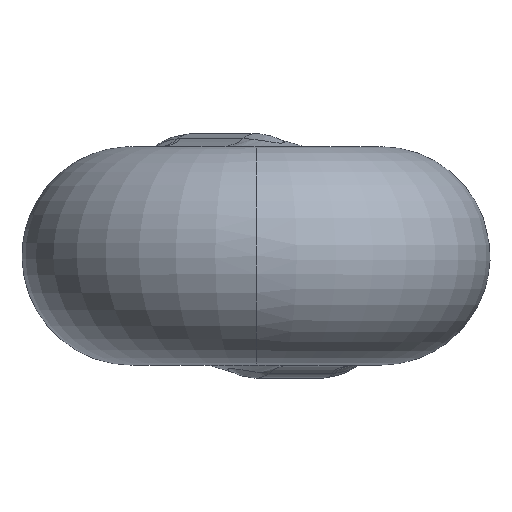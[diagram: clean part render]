
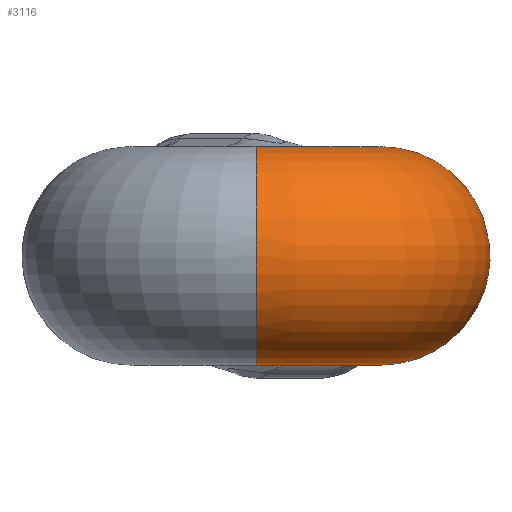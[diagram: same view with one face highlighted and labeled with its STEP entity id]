
A CAD part, top view. The second image highlights one B-rep face of the part: STEP entity #3116.
In plain terms, the highlighted toroidal (fillet/blend) face has major radius 2.4 mm and minor radius 2.1 mm.
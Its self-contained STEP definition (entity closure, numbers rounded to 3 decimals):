
#182 = DIRECTION ( 'NONE',  ( 0., 0., 1. ) ) ;
#322 = CARTESIAN_POINT ( 'NONE',  ( 2.32, -1.904, 3.151 ) ) ;
#383 = VERTEX_POINT ( 'NONE', #13953 ) ;
#733 = CARTESIAN_POINT ( 'NONE',  ( 1.116, -0.209, 1.15 ) ) ;
#864 = B_SPLINE_CURVE_WITH_KNOTS ( 'NONE', 3,
 ( #15504, #3123, #3290, #5659 ),
 .UNSPECIFIED., .F., .F.,
 ( 4, 4 ),
 ( 0., 0. ),
 .UNSPECIFIED. ) ;
#1009 = DIRECTION ( 'NONE',  ( 0., 1., 0. ) ) ;
#1106 = DIRECTION ( 'NONE',  ( 0., 0., 1. ) ) ;
#1135 = CARTESIAN_POINT ( 'NONE',  ( 0.578, -2.099, 3.111 ) ) ;
#1506 = EDGE_CURVE ( 'NONE', #10935, #383, #14831, .T. ) ;
#1709 = CARTESIAN_POINT ( 'NONE',  ( 2.227, -1.973, 3.287 ) ) ;
#1793 = EDGE_CURVE ( 'NONE', #14663, #10987, #3523, .T. ) ;
#1854 = CARTESIAN_POINT ( 'NONE',  ( 2.965, -0.787, 2.311 ) ) ;
#2040 = ORIENTED_EDGE ( 'NONE', *, *, #7901, .T. ) ;
#2100 = CARTESIAN_POINT ( 'NONE',  ( 1.007, -1.72, 2.025 ) ) ;
#2197 = CIRCLE ( 'NONE', #11316, 2.4 ) ;
#2753 = AXIS2_PLACEMENT_3D ( 'NONE', #9272, #14054, #10314 ) ;
#2819 = VERTEX_POINT ( 'NONE', #9151 ) ;
#3064 = DIRECTION ( 'NONE',  ( 0., 0., 1. ) ) ;
#3095 = CARTESIAN_POINT ( 'NONE',  ( 2.774, -1.38, 2.628 ) ) ;
#3116 = ADVANCED_FACE ( 'NONE', ( #14559 ), #11922, .T. ) ;
#3123 = CARTESIAN_POINT ( 'NONE',  ( 1.859, -2.1, 3.937 ) ) ;
#3174 = CARTESIAN_POINT ( 'NONE',  ( 0.968, -1.898, 2.328 ) ) ;
#3247 = CARTESIAN_POINT ( 'NONE',  ( 0.54, -2.1, 3.162 ) ) ;
#3290 = CARTESIAN_POINT ( 'NONE',  ( 1.873, -2.099, 3.909 ) ) ;
#3340 = ORIENTED_EDGE ( 'NONE', *, *, #1506, .F. ) ;
#3523 = B_SPLINE_CURVE_WITH_KNOTS ( 'NONE', 3,
 ( #15961, #1135, #7285, #6298 ),
 .UNSPECIFIED., .F., .F.,
 ( 4, 4 ),
 ( 0., 0. ),
 .UNSPECIFIED. ) ;
#3699 = EDGE_CURVE ( 'NONE', #3787, #2819, #9502, .T. ) ;
#3787 = VERTEX_POINT ( 'NONE', #3991 ) ;
#3991 = CARTESIAN_POINT ( 'NONE',  ( 0., -2.1, 3.1 ) ) ;
#4093 = EDGE_CURVE ( 'NONE', #10935, #13051, #2197, .T. ) ;
#4250 = ORIENTED_EDGE ( 'NONE', *, *, #3699, .T. ) ;
#4486 = CARTESIAN_POINT ( 'NONE',  ( 1.01, -0.452, 1.163 ) ) ;
#4573 = CARTESIAN_POINT ( 'NONE',  ( 0.693, -2.091, 2.938 ) ) ;
#4796 = AXIS2_PLACEMENT_3D ( 'NONE', #9063, #8981, #15134 ) ;
#5022 = EDGE_CURVE ( 'NONE', #383, #2819, #9278, .T. ) ;
#5135 = EDGE_CURVE ( 'NONE', #10987, #3787, #11858, .T. ) ;
#5374 = DIRECTION ( 'NONE',  ( 0., 1., 0. ) ) ;
#5527 = CARTESIAN_POINT ( 'NONE',  ( 0., -2.1, 5.5 ) ) ;
#5544 = CARTESIAN_POINT ( 'NONE',  ( 0., -2.1, 7.9 ) ) ;
#5659 = CARTESIAN_POINT ( 'NONE',  ( 1.889, -2.098, 3.882 ) ) ;
#5684 = CARTESIAN_POINT ( 'NONE',  ( 1.889, -2.098, 3.882 ) ) ;
#5716 = CARTESIAN_POINT ( 'NONE',  ( 1.281, -0.006, 1.185 ) ) ;
#5793 = CARTESIAN_POINT ( 'NONE',  ( 2.342, 0.208, 1.665 ) ) ;
#5829 = ORIENTED_EDGE ( 'NONE', *, *, #6861, .T. ) ;
#5833 = CARTESIAN_POINT ( 'NONE',  ( 0., -2.1, 5.5 ) ) ;
#5947 = AXIS2_PLACEMENT_3D ( 'NONE', #7330, #12280, #1106 ) ;
#6298 = CARTESIAN_POINT ( 'NONE',  ( 0.54, -2.1, 3.162 ) ) ;
#6752 = B_SPLINE_CURVE_WITH_KNOTS ( 'NONE', 3,
 ( #8992, #7931, #12878, #1709, #322, #9317, #13942, #3095, #8094, #13038, #1854, #11418, #15564, #7189, #6862, #10697, #8406, #5793, #8164, #10864, #15875, #15635, #13279, #5716, #10770, #733, #15714, #4486, #9470, #13440, #11895, #7106, #11809, #8483, #2100, #3174, #10940, #14410, #4573, #9707 ),
 .UNSPECIFIED., .F., .F.,
 ( 4, 2, 2, 2, 2, 2, 2, 2, 2, 2, 2, 2, 2, 2, 2, 2, 2, 2, 2, 4 ),
 ( 0., 0.001, 0.001, 0.002, 0.002, 0.003, 0.003, 0.003, 0.004, 0.004, 0.005, 0.005, 0.005, 0.005, 0.006, 0.006, 0.007, 0.007, 0.008, 0.008 ),
 .UNSPECIFIED. ) ;
#6861 = EDGE_CURVE ( 'NONE', #11390, #14663, #6752, .T. ) ;
#6862 = CARTESIAN_POINT ( 'NONE',  ( 2.719, -0.061, 1.914 ) ) ;
#7106 = CARTESIAN_POINT ( 'NONE',  ( 0.97, -1.243, 1.515 ) ) ;
#7189 = CARTESIAN_POINT ( 'NONE',  ( 2.768, -0.12, 1.954 ) ) ;
#7285 = CARTESIAN_POINT ( 'NONE',  ( 0.56, -2.1, 3.137 ) ) ;
#7330 = CARTESIAN_POINT ( 'NONE',  ( 0., 0., 5.5 ) ) ;
#7901 = EDGE_CURVE ( 'NONE', #13051, #11390, #864, .T. ) ;
#7931 = CARTESIAN_POINT ( 'NONE',  ( 1.977, -2.091, 3.729 ) ) ;
#8094 = CARTESIAN_POINT ( 'NONE',  ( 2.846, -1.243, 2.547 ) ) ;
#8164 = CARTESIAN_POINT ( 'NONE',  ( 2.189, 0.252, 1.582 ) ) ;
#8309 = ORIENTED_EDGE ( 'NONE', *, *, #1793, .T. ) ;
#8325 = CARTESIAN_POINT ( 'NONE',  ( 1.845, -2.1, 3.966 ) ) ;
#8406 = CARTESIAN_POINT ( 'NONE',  ( 2.544, 0.093, 1.789 ) ) ;
#8483 = CARTESIAN_POINT ( 'NONE',  ( 1.005, -1.616, 1.885 ) ) ;
#8981 = DIRECTION ( 'NONE',  ( 1., 0., 0. ) ) ;
#8992 = CARTESIAN_POINT ( 'NONE',  ( 1.889, -2.098, 3.882 ) ) ;
#9050 = ORIENTED_EDGE ( 'NONE', *, *, #4093, .T. ) ;
#9063 = CARTESIAN_POINT ( 'NONE',  ( 0., 0., 3.1 ) ) ;
#9151 = CARTESIAN_POINT ( 'NONE',  ( 0., 2.1, 3.1 ) ) ;
#9272 = CARTESIAN_POINT ( 'NONE',  ( 0., 2.1, 5.5 ) ) ;
#9278 = CIRCLE ( 'NONE', #2753, 2.4 ) ;
#9317 = CARTESIAN_POINT ( 'NONE',  ( 2.509, -1.731, 2.916 ) ) ;
#9470 = CARTESIAN_POINT ( 'NONE',  ( 0.989, -0.538, 1.18 ) ) ;
#9502 = CIRCLE ( 'NONE', #4796, 2.1 ) ;
#9707 = CARTESIAN_POINT ( 'NONE',  ( 0.595, -2.098, 3.085 ) ) ;
#10217 = EDGE_LOOP ( 'NONE', ( #13505, #4250, #10446, #3340, #9050, #2040, #5829, #8309 ) ) ;
#10314 = DIRECTION ( 'NONE',  ( 0., 0., 1. ) ) ;
#10446 = ORIENTED_EDGE ( 'NONE', *, *, #5022, .F. ) ;
#10697 = CARTESIAN_POINT ( 'NONE',  ( 2.607, 0.046, 1.831 ) ) ;
#10770 = CARTESIAN_POINT ( 'NONE',  ( 1.219, -0.069, 1.168 ) ) ;
#10864 = CARTESIAN_POINT ( 'NONE',  ( 1.876, 0.268, 1.425 ) ) ;
#10935 = VERTEX_POINT ( 'NONE', #5544 ) ;
#10940 = CARTESIAN_POINT ( 'NONE',  ( 0.926, -1.967, 2.482 ) ) ;
#10987 = VERTEX_POINT ( 'NONE', #3247 ) ;
#11316 = AXIS2_PLACEMENT_3D ( 'NONE', #5527, #5374, #3064 ) ;
#11348 = CARTESIAN_POINT ( 'NONE',  ( 0., 0., 7.9 ) ) ;
#11390 = VERTEX_POINT ( 'NONE', #5684 ) ;
#11418 = CARTESIAN_POINT ( 'NONE',  ( 2.94, -0.472, 2.155 ) ) ;
#11774 = CARTESIAN_POINT ( 'NONE',  ( 0.595, -2.098, 3.085 ) ) ;
#11809 = CARTESIAN_POINT ( 'NONE',  ( 0.986, -1.377, 1.629 ) ) ;
#11858 = CIRCLE ( 'NONE', #13161, 2.4 ) ;
#11895 = CARTESIAN_POINT ( 'NONE',  ( 0.952, -0.95, 1.326 ) ) ;
#11922 = TOROIDAL_SURFACE ( 'NONE', #5947, 2.4, 2.1 ) ;
#12280 = DIRECTION ( 'NONE',  ( 0., 1., 0. ) ) ;
#12878 = CARTESIAN_POINT ( 'NONE',  ( 2.056, -2.065, 3.576 ) ) ;
#13038 = CARTESIAN_POINT ( 'NONE',  ( 2.942, -0.945, 2.387 ) ) ;
#13051 = VERTEX_POINT ( 'NONE', #8325 ) ;
#13161 = AXIS2_PLACEMENT_3D ( 'NONE', #5833, #1009, #14456 ) ;
#13279 = CARTESIAN_POINT ( 'NONE',  ( 1.415, 0.099, 1.229 ) ) ;
#13440 = CARTESIAN_POINT ( 'NONE',  ( 0.949, -0.787, 1.25 ) ) ;
#13505 = ORIENTED_EDGE ( 'NONE', *, *, #5135, .T. ) ;
#13942 = CARTESIAN_POINT ( 'NONE',  ( 2.605, -1.625, 2.814 ) ) ;
#13953 = CARTESIAN_POINT ( 'NONE',  ( 0., 2.1, 7.9 ) ) ;
#14034 = DIRECTION ( 'NONE',  ( -1., 0., 0. ) ) ;
#14054 = DIRECTION ( 'NONE',  ( 0., 1., 0. ) ) ;
#14410 = CARTESIAN_POINT ( 'NONE',  ( 0.786, -2.065, 2.791 ) ) ;
#14456 = DIRECTION ( 'NONE',  ( 0., 0., 1. ) ) ;
#14559 = FACE_OUTER_BOUND ( 'NONE', #10217, .T. ) ;
#14663 = VERTEX_POINT ( 'NONE', #11774 ) ;
#14831 = CIRCLE ( 'NONE', #15350, 2.1 ) ;
#15134 = DIRECTION ( 'NONE',  ( 0., 0., -1. ) ) ;
#15350 = AXIS2_PLACEMENT_3D ( 'NONE', #11348, #14034, #182 ) ;
#15504 = CARTESIAN_POINT ( 'NONE',  ( 1.845, -2.1, 3.966 ) ) ;
#15564 = CARTESIAN_POINT ( 'NONE',  ( 2.892, -0.319, 2.076 ) ) ;
#15635 = CARTESIAN_POINT ( 'NONE',  ( 1.486, 0.142, 1.257 ) ) ;
#15714 = CARTESIAN_POINT ( 'NONE',  ( 1.073, -0.289, 1.149 ) ) ;
#15875 = CARTESIAN_POINT ( 'NONE',  ( 1.715, 0.242, 1.35 ) ) ;
#15961 = CARTESIAN_POINT ( 'NONE',  ( 0.595, -2.098, 3.085 ) ) ;
